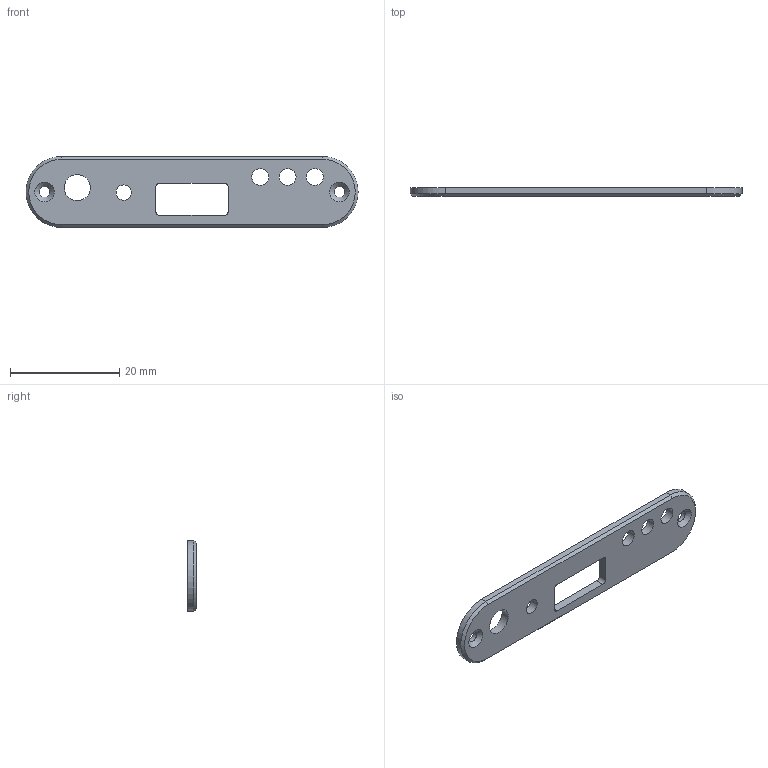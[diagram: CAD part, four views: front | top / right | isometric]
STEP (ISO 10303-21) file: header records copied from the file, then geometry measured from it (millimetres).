
FILE_DESCRIPTION(('FreeCAD Model'),'2;1');
FILE_NAME('Open CASCADE Shape Model','2022-10-14T13:31:03',('Author'),( ''),'Open CASCADE STEP processor 7.6','FreeCAD','Unknown');
FILE_SCHEMA(('AUTOMOTIVE_DESIGN { 1 0 10303 214 1 1 1 1 }'));
Length unit declared in the file: millimetre
Products named in the file (1): Front
Bounding box: 60.8 x 1.6 x 13 mm (x, y, z)
Volume: 975.1 mm3; surface area: 1584.6 mm2
Topology: 1 solids, 1 shells, 27 faces, 69 edges, 44 vertices
Faces by surface type: cylinder 13, plane 10, cone 4
Full cylindrical faces by diameter (mm): 2 x2, 2.8 x1, 3.1 x3, 4.8 x1
Entity records: 1854 total; most frequent: CARTESIAN_POINT 435, DIRECTION 267, LINE 151, VECTOR 151, ORIENTED_EDGE 138, PCURVE 138, DEFINITIONAL_REPRESENTATION 138, EDGE_CURVE 69
